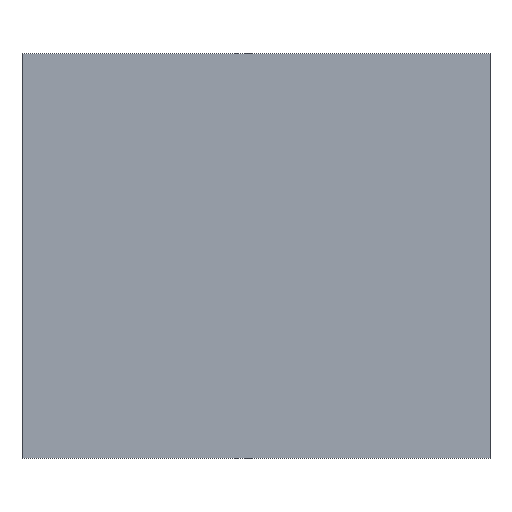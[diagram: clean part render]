
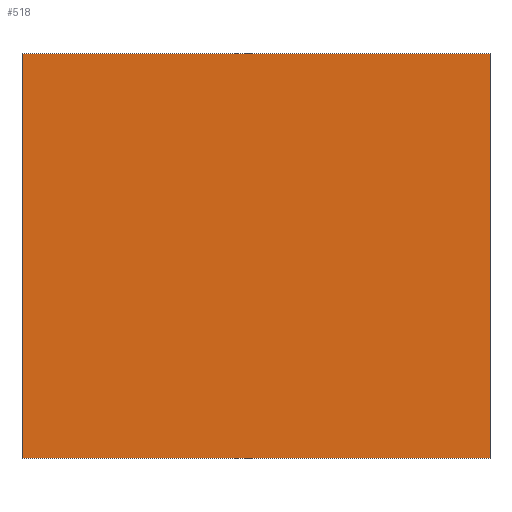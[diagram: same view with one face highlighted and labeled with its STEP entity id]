
A CAD part, front view. The second image highlights one B-rep face of the part: STEP entity #518.
In plain terms, the highlighted planar face has unit normal (0, -1, 0).
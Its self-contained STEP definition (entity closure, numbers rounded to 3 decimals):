
#422=CARTESIAN_POINT('',(15.255,-27.105,-0.01));
#423=VERTEX_POINT('',#422);
#424=CARTESIAN_POINT('',(14.429,-27.105,-0.01));
#425=VERTEX_POINT('',#424);
#426=CARTESIAN_POINT('',(15.255,-27.105,-0.01));
#427=DIRECTION('',(-1.0,0.0,0.0));
#428=VECTOR('',#427,0.826);
#429=LINE('',#426,#428);
#430=EDGE_CURVE('',#423,#425,#429,.T.);
#462=CARTESIAN_POINT('',(14.429,-27.105,0.704));
#463=VERTEX_POINT('',#462);
#472=CARTESIAN_POINT('',(15.255,-27.105,0.704));
#473=VERTEX_POINT('',#472);
#474=CARTESIAN_POINT('',(15.255,-27.105,0.704));
#475=DIRECTION('',(-1.0,0.0,0.0));
#476=VECTOR('',#475,0.826);
#477=LINE('',#474,#476);
#478=EDGE_CURVE('',#473,#463,#477,.T.);
#497=CARTESIAN_POINT('',(15.255,-27.105,-0.01));
#498=DIRECTION('',(0.0,-1.0,0.0));
#499=DIRECTION('',(0.0,0.0,-1.0));
#500=AXIS2_PLACEMENT_3D('',#497,#498,#499);
#501=PLANE('',#500);
#502=ORIENTED_EDGE('',*,*,#478,.T.);
#503=CARTESIAN_POINT('',(14.429,-27.105,-0.01));
#504=DIRECTION('',(0.0,0.0,1.0));
#505=VECTOR('',#504,0.714);
#506=LINE('',#503,#505);
#507=EDGE_CURVE('',#425,#463,#506,.T.);
#508=ORIENTED_EDGE('',*,*,#507,.F.);
#509=ORIENTED_EDGE('',*,*,#430,.F.);
#510=CARTESIAN_POINT('',(15.255,-27.105,-0.01));
#511=DIRECTION('',(0.0,0.0,1.0));
#512=VECTOR('',#511,0.714);
#513=LINE('',#510,#512);
#514=EDGE_CURVE('',#423,#473,#513,.T.);
#515=ORIENTED_EDGE('',*,*,#514,.T.);
#516=EDGE_LOOP('',(#502,#508,#509,#515));
#517=FACE_OUTER_BOUND('',#516,.T.);
#518=ADVANCED_FACE('',(#517),#501,.T.);
